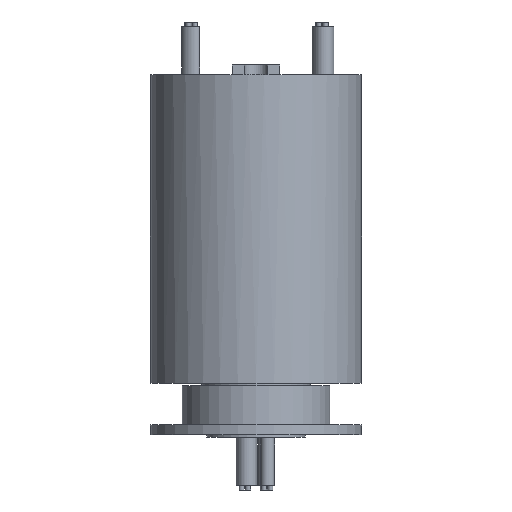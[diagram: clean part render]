
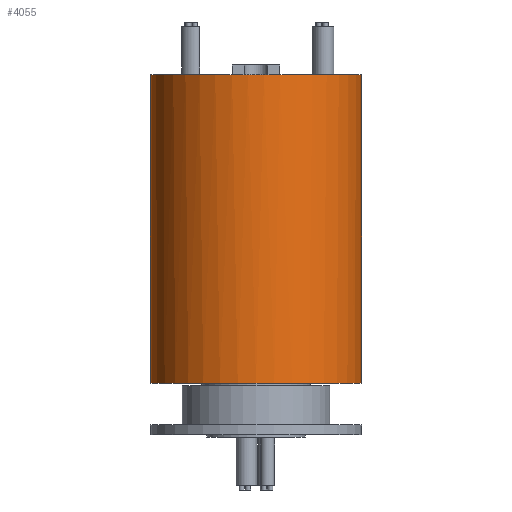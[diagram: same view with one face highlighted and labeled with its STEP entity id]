
A CAD part, front view. The second image highlights one B-rep face of the part: STEP entity #4055.
In plain terms, the highlighted cylindrical face has radius 43 mm (diameter 86 mm), a partial arc.
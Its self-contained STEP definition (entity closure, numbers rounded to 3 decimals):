
#136 = ORIENTED_EDGE ( 'NONE', *, *, #3588, .F. ) ;
#398 = EDGE_LOOP ( 'NONE', ( #5300, #136, #4109, #2276, #3682, #2890 ) ) ;
#439 = CARTESIAN_POINT ( 'NONE',  ( 0., 0., 147.6 ) ) ;
#798 = VERTEX_POINT ( 'NONE', #3737 ) ;
#883 = DIRECTION ( 'NONE',  ( 0., 0., 1. ) ) ;
#975 = CARTESIAN_POINT ( 'NONE',  ( -43., 0., 147.6 ) ) ;
#998 = EDGE_CURVE ( 'NONE', #3608, #1842, #4987, .T. ) ;
#1097 = CARTESIAN_POINT ( 'NONE',  ( 0., 0., 22. ) ) ;
#1278 = AXIS2_PLACEMENT_3D ( 'NONE', #1097, #3982, #1507 ) ;
#1453 = CARTESIAN_POINT ( 'NONE',  ( -9.75, -41.88, 147.6 ) ) ;
#1474 = EDGE_CURVE ( 'NONE', #798, #2994, #2662, .T. ) ;
#1502 = DIRECTION ( 'NONE',  ( 0., 0., 1. ) ) ;
#1507 = DIRECTION ( 'NONE',  ( 1., 0., 0. ) ) ;
#1561 = AXIS2_PLACEMENT_3D ( 'NONE', #4808, #2329, #5214 ) ;
#1570 = VECTOR ( 'NONE', #4293, 1000. ) ;
#1672 = CIRCLE ( 'NONE', #1561, 43. ) ;
#1679 = VECTOR ( 'NONE', #3840, 1000. ) ;
#1842 = VERTEX_POINT ( 'NONE', #3701 ) ;
#2276 = ORIENTED_EDGE ( 'NONE', *, *, #1474, .F. ) ;
#2329 = DIRECTION ( 'NONE',  ( 0., 0., 1. ) ) ;
#2362 = CIRCLE ( 'NONE', #2988, 43. ) ;
#2662 = CIRCLE ( 'NONE', #3914, 43. ) ;
#2758 = FACE_OUTER_BOUND ( 'NONE', #398, .T. ) ;
#2890 = ORIENTED_EDGE ( 'NONE', *, *, #3586, .T. ) ;
#2908 = LINE ( 'NONE', #975, #1679 ) ;
#2988 = AXIS2_PLACEMENT_3D ( 'NONE', #3349, #883, #3756 ) ;
#2994 = VERTEX_POINT ( 'NONE', #1453 ) ;
#3031 = CARTESIAN_POINT ( 'NONE',  ( 43., 0., 147.6 ) ) ;
#3152 = EDGE_CURVE ( 'NONE', #798, #4393, #2908, .T. ) ;
#3329 = DIRECTION ( 'NONE',  ( 0., 0., -1. ) ) ;
#3349 = CARTESIAN_POINT ( 'NONE',  ( 0., 0., 147.6 ) ) ;
#3586 = EDGE_CURVE ( 'NONE', #4393, #1842, #3880, .T. ) ;
#3588 = EDGE_CURVE ( 'NONE', #4452, #3608, #1672, .T. ) ;
#3598 = CARTESIAN_POINT ( 'NONE',  ( 43., 0., 147.6 ) ) ;
#3608 = VERTEX_POINT ( 'NONE', #3598 ) ;
#3682 = ORIENTED_EDGE ( 'NONE', *, *, #3152, .T. ) ;
#3701 = CARTESIAN_POINT ( 'NONE',  ( 43., 0., 22. ) ) ;
#3736 = DIRECTION ( 'NONE',  ( -1., 0., 0. ) ) ;
#3737 = CARTESIAN_POINT ( 'NONE',  ( -43., 0., 147.6 ) ) ;
#3739 = CYLINDRICAL_SURFACE ( 'NONE', #4942, 43. ) ;
#3756 = DIRECTION ( 'NONE',  ( 1., 0., 0. ) ) ;
#3840 = DIRECTION ( 'NONE',  ( 0., 0., -1. ) ) ;
#3880 = CIRCLE ( 'NONE', #1278, 43. ) ;
#3914 = AXIS2_PLACEMENT_3D ( 'NONE', #3977, #1502, #4394 ) ;
#3977 = CARTESIAN_POINT ( 'NONE',  ( 0., 0., 147.6 ) ) ;
#3982 = DIRECTION ( 'NONE',  ( 0., 0., 1. ) ) ;
#4055 = ADVANCED_FACE ( 'NONE', ( #2758 ), #3739, .T. ) ;
#4109 = ORIENTED_EDGE ( 'NONE', *, *, #4557, .F. ) ;
#4293 = DIRECTION ( 'NONE',  ( 0., 0., -1. ) ) ;
#4347 = CARTESIAN_POINT ( 'NONE',  ( -43., 0., 22. ) ) ;
#4393 = VERTEX_POINT ( 'NONE', #4347 ) ;
#4394 = DIRECTION ( 'NONE',  ( 1., 0., 0. ) ) ;
#4452 = VERTEX_POINT ( 'NONE', #4867 ) ;
#4557 = EDGE_CURVE ( 'NONE', #2994, #4452, #2362, .T. ) ;
#4808 = CARTESIAN_POINT ( 'NONE',  ( 0., 0., 147.6 ) ) ;
#4867 = CARTESIAN_POINT ( 'NONE',  ( 9.75, -41.88, 147.6 ) ) ;
#4942 = AXIS2_PLACEMENT_3D ( 'NONE', #439, #3329, #3736 ) ;
#4987 = LINE ( 'NONE', #3031, #1570 ) ;
#5214 = DIRECTION ( 'NONE',  ( 1., 0., 0. ) ) ;
#5300 = ORIENTED_EDGE ( 'NONE', *, *, #998, .F. ) ;
